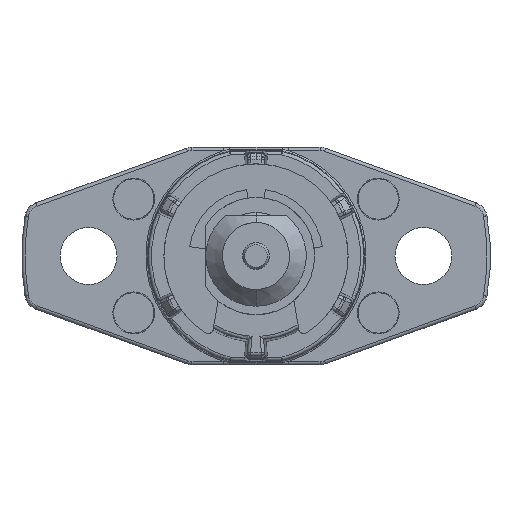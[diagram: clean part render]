
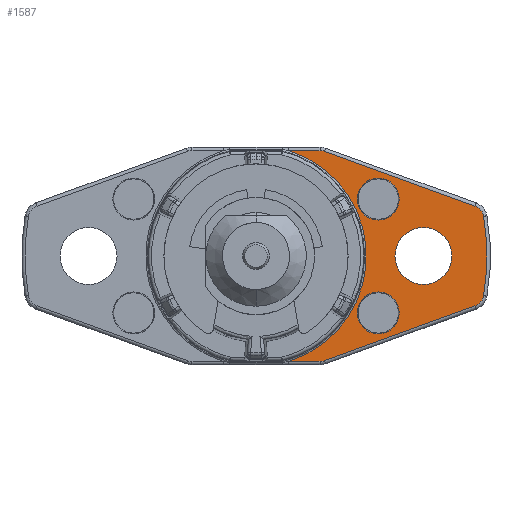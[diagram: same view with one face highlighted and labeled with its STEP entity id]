
A CAD part, front view. The second image highlights one B-rep face of the part: STEP entity #1587.
In plain terms, the highlighted planar face has unit normal (0, -1, 0).
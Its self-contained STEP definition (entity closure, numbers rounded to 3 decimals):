
#164 = CARTESIAN_POINT ( 'NONE',  ( 7.3, 13.5, 3.4 ) ) ;
#260 = AXIS2_PLACEMENT_3D ( 'NONE', #13069, #25374, #441 ) ;
#441 = DIRECTION ( 'NONE',  ( 0., 0., 1. ) ) ;
#566 = CIRCLE ( 'NONE', #12755, 1.25 ) ;
#682 = VERTEX_POINT ( 'NONE', #32499 ) ;
#777 = PLANE ( 'NONE',  #260 ) ;
#1009 = CARTESIAN_POINT ( 'NONE',  ( 13.595, 13.5, -2.367 ) ) ;
#1038 = CIRCLE ( 'NONE', #9514, 1.25 ) ;
#1428 = CARTESIAN_POINT ( 'NONE',  ( 3.824, 13.5, -6.3 ) ) ;
#1549 = LINE ( 'NONE', #27440, #5848 ) ;
#1587 = ADVANCED_FACE ( 'Defeature ausgef�hrt1_117', ( #18225, #2941, #22879, #28525 ), #777, .F. ) ;
#1626 = EDGE_CURVE ( 'NONE', #21381, #13715, #7152, .T. ) ;
#1747 = DIRECTION ( 'NONE',  ( 0., -1., 0. ) ) ;
#1895 = EDGE_CURVE ( 'NONE', #30170, #19459, #28593, .T. ) ;
#2235 = CARTESIAN_POINT ( 'NONE',  ( 7.3, 13.5, 2.15 ) ) ;
#2381 = DIRECTION ( 'NONE',  ( 0., 0., 1. ) ) ;
#2393 = ORIENTED_EDGE ( 'NONE', *, *, #6746, .T. ) ;
#2604 = CARTESIAN_POINT ( 'NONE',  ( 10., 13.5, 0. ) ) ;
#2908 = VERTEX_POINT ( 'NONE', #6752 ) ;
#2941 = FACE_BOUND ( 'NONE', #11185, .T. ) ;
#3109 = AXIS2_PLACEMENT_3D ( 'NONE', #32810, #12215, #10043 ) ;
#3204 = CARTESIAN_POINT ( 'NONE',  ( 4.097, 13.5, 6.252 ) ) ;
#3423 = ORIENTED_EDGE ( 'NONE', *, *, #17265, .F. ) ;
#3591 = VERTEX_POINT ( 'NONE', #21301 ) ;
#4908 = CIRCLE ( 'NONE', #23480, 0.8 ) ;
#5370 = ORIENTED_EDGE ( 'NONE', *, *, #32283, .T. ) ;
#5509 = DIRECTION ( 'NONE',  ( 0., 0., 1. ) ) ;
#5565 = DIRECTION ( 'NONE',  ( 0.94, 0., 0.342 ) ) ;
#5591 = AXIS2_PLACEMENT_3D ( 'NONE', #2604, #6092, #26363 ) ;
#5594 = CARTESIAN_POINT ( 'NONE',  ( 3.824, 13.5, 5.5 ) ) ;
#5783 = LINE ( 'NONE', #18737, #25117 ) ;
#5807 = ORIENTED_EDGE ( 'NONE', *, *, #16474, .F. ) ;
#5848 = VECTOR ( 'NONE', #7168, 1000. ) ;
#6092 = DIRECTION ( 'NONE',  ( 0., 1., 0. ) ) ;
#6530 = CIRCLE ( 'NONE', #17125, 6.592 ) ;
#6545 = EDGE_CURVE ( 'NONE', #32761, #682, #566, .T. ) ;
#6746 = EDGE_CURVE ( 'NONE', #9023, #26843, #28396, .T. ) ;
#6752 = CARTESIAN_POINT ( 'NONE',  ( 7.3, 13.5, 4.65 ) ) ;
#7152 = CIRCLE ( 'NONE', #5591, 1.7 ) ;
#7168 = DIRECTION ( 'NONE',  ( -0.94, 0., 0.342 ) ) ;
#7309 = DIRECTION ( 'NONE',  ( 0., 0., 1. ) ) ;
#7405 = VERTEX_POINT ( 'NONE', #2235 ) ;
#7513 = EDGE_CURVE ( 'NONE', #22348, #30170, #23155, .T. ) ;
#7975 = VECTOR ( 'NONE', #5565, 1000. ) ;
#9023 = VERTEX_POINT ( 'NONE', #16700 ) ;
#9359 = DIRECTION ( 'NONE',  ( 0., -1., 0. ) ) ;
#9514 = AXIS2_PLACEMENT_3D ( 'NONE', #164, #20257, #7309 ) ;
#9695 = ORIENTED_EDGE ( 'NONE', *, *, #23281, .T. ) ;
#9952 = DIRECTION ( 'NONE',  ( 0., 0., -1. ) ) ;
#10043 = DIRECTION ( 'NONE',  ( 0., 0., 1. ) ) ;
#10844 = EDGE_LOOP ( 'NONE', ( #28663, #2393, #15251, #26242, #12748, #26782, #28732, #9695, #27867, #25727 ) ) ;
#11185 = EDGE_LOOP ( 'NONE', ( #13093, #3423 ) ) ;
#11546 = DIRECTION ( 'NONE',  ( 0., 0., 1. ) ) ;
#12215 = DIRECTION ( 'NONE',  ( 0., -1., 0. ) ) ;
#12346 = CARTESIAN_POINT ( 'NONE',  ( 0., 13.5, 0. ) ) ;
#12398 = AXIS2_PLACEMENT_3D ( 'NONE', #20508, #17535, #27672 ) ;
#12541 = DIRECTION ( 'NONE',  ( 0., 0., -1. ) ) ;
#12748 = ORIENTED_EDGE ( 'NONE', *, *, #1895, .T. ) ;
#12755 = AXIS2_PLACEMENT_3D ( 'NONE', #29611, #9359, #9952 ) ;
#12964 = DIRECTION ( 'NONE',  ( 0., -1., 0. ) ) ;
#13069 = CARTESIAN_POINT ( 'NONE',  ( 0., 13.5, 0. ) ) ;
#13093 = ORIENTED_EDGE ( 'NONE', *, *, #6545, .F. ) ;
#13287 = AXIS2_PLACEMENT_3D ( 'NONE', #22358, #17536, #12541 ) ;
#13329 = DIRECTION ( 'NONE',  ( 0., -1., 0. ) ) ;
#13355 = CARTESIAN_POINT ( 'NONE',  ( 2.489, 13.5, -6.837 ) ) ;
#13448 = CARTESIAN_POINT ( 'NONE',  ( 1.94, 13.5, 6.3 ) ) ;
#13464 = CARTESIAN_POINT ( 'NONE',  ( 4.097, 13.5, -6.252 ) ) ;
#13715 = VERTEX_POINT ( 'NONE', #22874 ) ;
#14230 = CARTESIAN_POINT ( 'NONE',  ( 10., 13.5, 0. ) ) ;
#14302 = CIRCLE ( 'NONE', #32875, 1.25 ) ;
#14367 = CARTESIAN_POINT ( 'NONE',  ( 12.807, 13.5, 2.23 ) ) ;
#14543 = CIRCLE ( 'NONE', #12398, 0.8 ) ;
#14686 = DIRECTION ( 'NONE',  ( 0., 1., 0. ) ) ;
#15251 = ORIENTED_EDGE ( 'NONE', *, *, #20292, .T. ) ;
#15713 = DIRECTION ( 'NONE',  ( 0., -1., 0. ) ) ;
#16400 = DIRECTION ( 'NONE',  ( 0., 1., 0. ) ) ;
#16474 = EDGE_CURVE ( 'NONE', #7405, #2908, #1038, .T. ) ;
#16510 = AXIS2_PLACEMENT_3D ( 'NONE', #5594, #15713, #20688 ) ;
#16700 = CARTESIAN_POINT ( 'NONE',  ( 1.94, 13.5, -6.3 ) ) ;
#16741 = CARTESIAN_POINT ( 'NONE',  ( 10., 13.5, -1.7 ) ) ;
#17125 = AXIS2_PLACEMENT_3D ( 'NONE', #12346, #14686, #2381 ) ;
#17265 = EDGE_CURVE ( 'NONE', #682, #32761, #29728, .T. ) ;
#17535 = DIRECTION ( 'NONE',  ( 0., -1., 0. ) ) ;
#17536 = DIRECTION ( 'NONE',  ( 0., -1., 0. ) ) ;
#18184 = EDGE_CURVE ( 'NONE', #32252, #23777, #5783, .T. ) ;
#18225 = FACE_BOUND ( 'NONE', #18723, .T. ) ;
#18711 = EDGE_CURVE ( 'NONE', #19443, #3591, #4908, .T. ) ;
#18723 = EDGE_LOOP ( 'NONE', ( #24872, #5807 ) ) ;
#18737 = CARTESIAN_POINT ( 'NONE',  ( 0., 13.5, 6.3 ) ) ;
#18753 = EDGE_CURVE ( 'NONE', #23777, #9023, #6530, .T. ) ;
#19443 = VERTEX_POINT ( 'NONE', #29079 ) ;
#19459 = VERTEX_POINT ( 'NONE', #1009 ) ;
#20257 = DIRECTION ( 'NONE',  ( 0., -1., 0. ) ) ;
#20292 = EDGE_CURVE ( 'NONE', #26843, #22348, #14543, .T. ) ;
#20508 = CARTESIAN_POINT ( 'NONE',  ( 3.824, 13.5, -5.5 ) ) ;
#20688 = DIRECTION ( 'NONE',  ( 0., 0., 1. ) ) ;
#21301 = CARTESIAN_POINT ( 'NONE',  ( 13.081, 13.5, 2.982 ) ) ;
#21381 = VERTEX_POINT ( 'NONE', #16741 ) ;
#22348 = VERTEX_POINT ( 'NONE', #13464 ) ;
#22358 = CARTESIAN_POINT ( 'NONE',  ( 7.3, 13.5, -3.4 ) ) ;
#22692 = EDGE_CURVE ( 'NONE', #28692, #32252, #24980, .T. ) ;
#22874 = CARTESIAN_POINT ( 'NONE',  ( 10., 13.5, 1.7 ) ) ;
#22879 = FACE_BOUND ( 'NONE', #30764, .T. ) ;
#22945 = CARTESIAN_POINT ( 'NONE',  ( 13.081, 13.5, -2.982 ) ) ;
#23155 = LINE ( 'NONE', #13355, #7975 ) ;
#23257 = CARTESIAN_POINT ( 'NONE',  ( 7.3, 13.5, 3.4 ) ) ;
#23281 = EDGE_CURVE ( 'NONE', #3591, #28692, #1549, .T. ) ;
#23480 = AXIS2_PLACEMENT_3D ( 'NONE', #14367, #1747, #11546 ) ;
#23777 = VERTEX_POINT ( 'NONE', #13448 ) ;
#23910 = VECTOR ( 'NONE', #28884, 1000. ) ;
#24531 = DIRECTION ( 'NONE',  ( 0., 0., 1. ) ) ;
#24872 = ORIENTED_EDGE ( 'NONE', *, *, #25882, .F. ) ;
#24980 = CIRCLE ( 'NONE', #16510, 0.8 ) ;
#25117 = VECTOR ( 'NONE', #31183, 1000. ) ;
#25300 = AXIS2_PLACEMENT_3D ( 'NONE', #25466, #13329, #28782 ) ;
#25374 = DIRECTION ( 'NONE',  ( 0., 1., 0. ) ) ;
#25466 = CARTESIAN_POINT ( 'NONE',  ( 0., 13.5, 0. ) ) ;
#25727 = ORIENTED_EDGE ( 'NONE', *, *, #18184, .T. ) ;
#25860 = CIRCLE ( 'NONE', #25300, 13.8 ) ;
#25882 = EDGE_CURVE ( 'NONE', #2908, #7405, #14302, .T. ) ;
#26232 = CARTESIAN_POINT ( 'NONE',  ( 0., 13.5, -6.3 ) ) ;
#26242 = ORIENTED_EDGE ( 'NONE', *, *, #7513, .T. ) ;
#26363 = DIRECTION ( 'NONE',  ( 0., 0., 1. ) ) ;
#26581 = ORIENTED_EDGE ( 'NONE', *, *, #1626, .T. ) ;
#26782 = ORIENTED_EDGE ( 'NONE', *, *, #32911, .T. ) ;
#26843 = VERTEX_POINT ( 'NONE', #1428 ) ;
#26865 = CARTESIAN_POINT ( 'NONE',  ( 3.824, 13.5, 6.3 ) ) ;
#26889 = CIRCLE ( 'NONE', #26907, 1.7 ) ;
#26907 = AXIS2_PLACEMENT_3D ( 'NONE', #14230, #16400, #24531 ) ;
#27440 = CARTESIAN_POINT ( 'NONE',  ( 2.489, 13.5, 6.837 ) ) ;
#27672 = DIRECTION ( 'NONE',  ( 0., 0., 1. ) ) ;
#27867 = ORIENTED_EDGE ( 'NONE', *, *, #22692, .T. ) ;
#28396 = LINE ( 'NONE', #26232, #23910 ) ;
#28525 = FACE_OUTER_BOUND ( 'NONE', #10844, .T. ) ;
#28593 = CIRCLE ( 'NONE', #3109, 0.8 ) ;
#28663 = ORIENTED_EDGE ( 'NONE', *, *, #18753, .T. ) ;
#28692 = VERTEX_POINT ( 'NONE', #3204 ) ;
#28732 = ORIENTED_EDGE ( 'NONE', *, *, #18711, .T. ) ;
#28782 = DIRECTION ( 'NONE',  ( 0., 0., 1. ) ) ;
#28884 = DIRECTION ( 'NONE',  ( 1., 0., 0. ) ) ;
#29079 = CARTESIAN_POINT ( 'NONE',  ( 13.595, 13.5, 2.367 ) ) ;
#29611 = CARTESIAN_POINT ( 'NONE',  ( 7.3, 13.5, -3.4 ) ) ;
#29728 = CIRCLE ( 'NONE', #13287, 1.25 ) ;
#29937 = CARTESIAN_POINT ( 'NONE',  ( 7.3, 13.5, -4.65 ) ) ;
#30170 = VERTEX_POINT ( 'NONE', #22945 ) ;
#30764 = EDGE_LOOP ( 'NONE', ( #5370, #26581 ) ) ;
#31183 = DIRECTION ( 'NONE',  ( -1., 0., 0. ) ) ;
#32252 = VERTEX_POINT ( 'NONE', #26865 ) ;
#32283 = EDGE_CURVE ( 'NONE', #13715, #21381, #26889, .T. ) ;
#32499 = CARTESIAN_POINT ( 'NONE',  ( 7.3, 13.5, -2.15 ) ) ;
#32761 = VERTEX_POINT ( 'NONE', #29937 ) ;
#32810 = CARTESIAN_POINT ( 'NONE',  ( 12.807, 13.5, -2.23 ) ) ;
#32875 = AXIS2_PLACEMENT_3D ( 'NONE', #23257, #12964, #5509 ) ;
#32911 = EDGE_CURVE ( 'NONE', #19459, #19443, #25860, .T. ) ;
